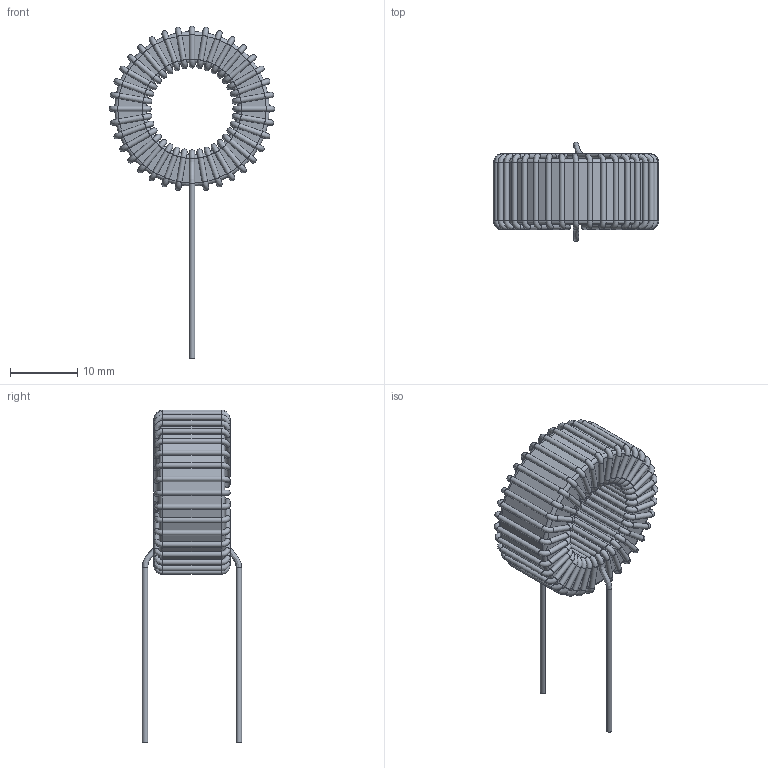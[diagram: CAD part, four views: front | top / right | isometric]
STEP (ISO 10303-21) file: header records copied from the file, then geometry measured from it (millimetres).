
FILE_DESCRIPTION(/* description */ ('Unknown'),/* implementation_level */ '2;1');
FILE_NAME(/* name */ '7447075',/* time_stamp */ '2017-08-30T16:20:08+08:00',/* author */ ('Unknown'),/* organization */ ('Unknown'),/* preprocessor_version */ 'ST-DEVELOPER v16.7',/* originating_system */ 'DEX',/* authorisation */ $);
FILE_SCHEMA (('AUTOMOTIVE_DESIGN {1 0 10303 214 3 1 1}'));
Length unit declared in the file: millimetre
Products named in the file (3): 7447075; turns; Core-T90
Assembly tree (2 placements, depth 2):
  7447075
    turns
    Core-T90
Bounding box: 24.72 x 14.8 x 49.54 mm (x, y, z)
Volume: 3185.9 mm3; surface area: 4498.1 mm2
Topology: 2 solids, 2 shells, 297 faces, 593 edges, 300 vertices
Faces by surface type: cylinder 145, torus 75, bspline 73, plane 4
Full cylindrical faces by diameter (mm): 0.8 x143, 13.8 x1, 23.1 x1
Entity records: 14784 total; most frequent: CARTESIAN_POINT 7816, DIRECTION 1046, ORIENTED_EDGE 592, EDGE_LOOP 592, FACE_BOUND 592, AXIS2_PLACEMENT_3D 523, STYLED_ITEM 297, PRESENTATION_STYLE_ASSIGNMENT 297
